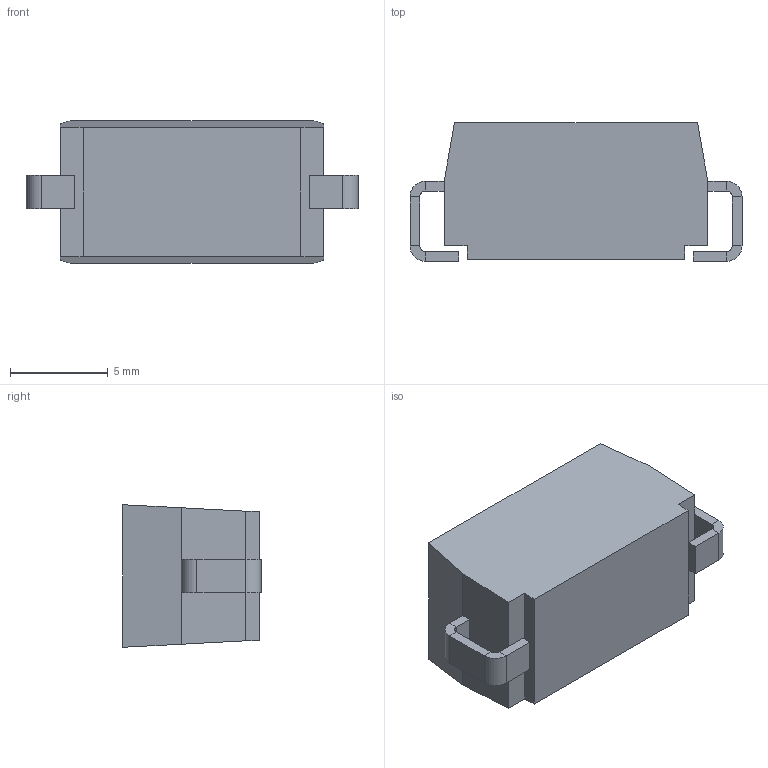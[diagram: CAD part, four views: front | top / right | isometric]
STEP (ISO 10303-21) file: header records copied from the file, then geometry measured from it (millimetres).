
FILE_DESCRIPTION (( 'STEP AP214' ), '1' );
FILE_NAME ('SMW533RJT.STEP', '2020-10-25T13:41:50', ( '' ), ( '' ), 'SwSTEP 2.0', 'SolidWorks 2017', '' );
FILE_SCHEMA (( 'AUTOMOTIVE_DESIGN' ));
Length unit declared in the file: millimetre
Products named in the file (1): SMW533RJT
Bounding box: 17 x 7.1 x 7.3 mm (x, y, z)
Volume: 644.6 mm3; surface area: 524.1 mm2
Topology: 3 solids, 3 shells, 56 faces, 118 edges, 68 vertices
Faces by surface type: plane 48, cylinder 8
Entity records: 1494 total; most frequent: DIRECTION 248, CARTESIAN_POINT 243, ORIENTED_EDGE 236, EDGE_CURVE 118, LINE 102, VECTOR 102, AXIS2_PLACEMENT_3D 73, VERTEX_POINT 68
